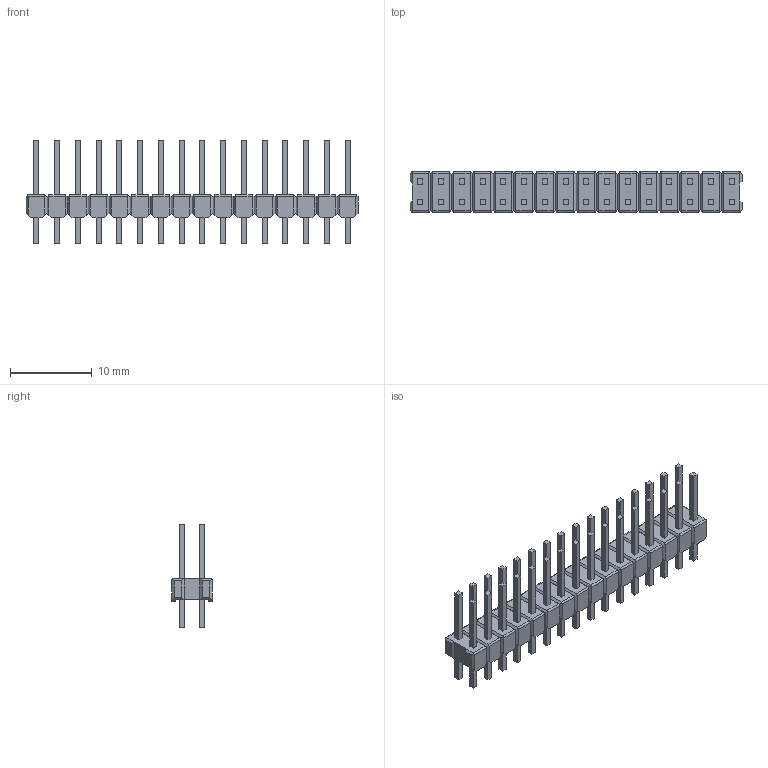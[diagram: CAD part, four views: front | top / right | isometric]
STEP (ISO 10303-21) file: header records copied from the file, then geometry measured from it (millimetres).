
FILE_DESCRIPTION((''),'2;1');
FILE_NAME('C-1-826632-6','2017-03-30T',('workeradm'),('Tyco Electronics Ltd.'),'CREO PARAMETRIC BY PTC INC, 2016050','CREO PARAMETRIC BY PTC INC, 2016050','');
FILE_SCHEMA(('AUTOMOTIVE_DESIGN { 1 0 10303 214 1 1 1 1 }'));
Length unit declared in the file: millimetre
Products named in the file (1): C-1-826632-6
Bounding box: 40.64 x 5 x 12.7 mm (x, y, z)
Volume: 628.1 mm3; surface area: 1521.5 mm2
Topology: 1 solids, 1 shells, 622 faces, 1600 edges, 1044 vertices
Faces by surface type: plane 590, cylinder 32
Entity records: 18704 total; most frequent: CARTESIAN_POINT 3652, ORIENTED_EDGE 3200, DIRECTION 2716, EDGE_CURVE 1600, VECTOR 1472, LINE 1472, VERTEX_POINT 1044, EDGE_LOOP 686
